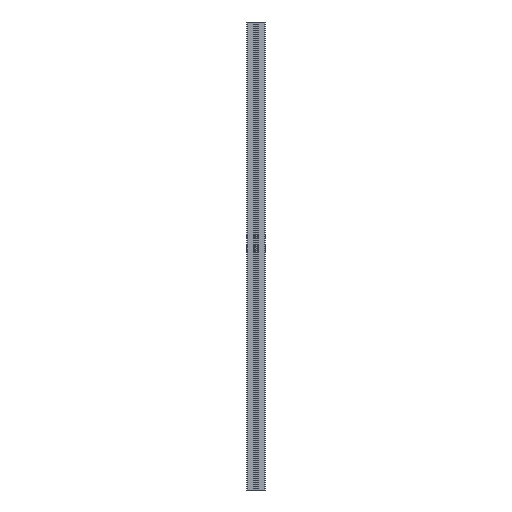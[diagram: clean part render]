
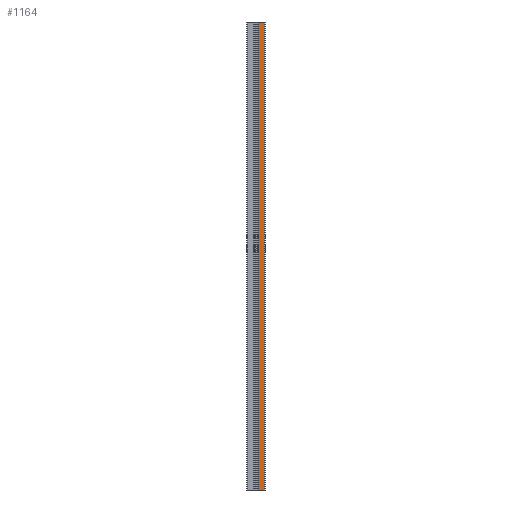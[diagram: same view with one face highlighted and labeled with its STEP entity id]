
A CAD part, front view. The second image highlights one B-rep face of the part: STEP entity #1164.
In plain terms, the highlighted planar face has unit normal (0, -1, 0).
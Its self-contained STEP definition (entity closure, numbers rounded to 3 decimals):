
#62 = FACE_OUTER_BOUND ( 'NONE', #4392, .T. ) ;
#82 = DIRECTION ( 'NONE',  ( 1., 0., 0. ) ) ;
#364 = ORIENTED_EDGE ( 'NONE', *, *, #2576, .T. ) ;
#775 = CARTESIAN_POINT ( 'NONE',  ( 18., -20., 1000. ) ) ;
#895 = CARTESIAN_POINT ( 'NONE',  ( 18., -20., 1000. ) ) ;
#941 = CARTESIAN_POINT ( 'NONE',  ( 18., -20., 1000. ) ) ;
#982 = VECTOR ( 'NONE', #4294, 1000. ) ;
#1144 = VECTOR ( 'NONE', #1611, 1000. ) ;
#1164 = ADVANCED_FACE ( 'NONE', ( #62 ), #3503, .F. ) ;
#1281 = VECTOR ( 'NONE', #3673, 1000. ) ;
#1415 = CARTESIAN_POINT ( 'NONE',  ( 4.7, -20., 0. ) ) ;
#1565 = DIRECTION ( 'NONE',  ( 0., 0., 1. ) ) ;
#1611 = DIRECTION ( 'NONE',  ( 1., 0., 0. ) ) ;
#1624 = CARTESIAN_POINT ( 'NONE',  ( 18., -20., 1000. ) ) ;
#1859 = AXIS2_PLACEMENT_3D ( 'NONE', #775, #3875, #1565 ) ;
#1980 = CARTESIAN_POINT ( 'NONE',  ( 4.7, -20., 1000. ) ) ;
#1981 = VERTEX_POINT ( 'NONE', #2173 ) ;
#1987 = VECTOR ( 'NONE', #82, 1000. ) ;
#2006 = LINE ( 'NONE', #1980, #982 ) ;
#2168 = ORIENTED_EDGE ( 'NONE', *, *, #4668, .F. ) ;
#2173 = CARTESIAN_POINT ( 'NONE',  ( 18., -20., 0. ) ) ;
#2576 = EDGE_CURVE ( 'NONE', #4662, #3915, #2006, .T. ) ;
#2732 = EDGE_CURVE ( 'NONE', #3915, #1981, #4369, .T. ) ;
#3029 = ORIENTED_EDGE ( 'NONE', *, *, #3346, .F. ) ;
#3346 = EDGE_CURVE ( 'NONE', #4340, #1981, #3365, .T. ) ;
#3365 = LINE ( 'NONE', #941, #1281 ) ;
#3503 = PLANE ( 'NONE',  #1859 ) ;
#3673 = DIRECTION ( 'NONE',  ( 0., 0., -1. ) ) ;
#3875 = DIRECTION ( 'NONE',  ( 0., 1., 0. ) ) ;
#3915 = VERTEX_POINT ( 'NONE', #1415 ) ;
#4294 = DIRECTION ( 'NONE',  ( 0., 0., -1. ) ) ;
#4330 = CARTESIAN_POINT ( 'NONE',  ( 4.7, -20., 1000. ) ) ;
#4340 = VERTEX_POINT ( 'NONE', #895 ) ;
#4344 = ORIENTED_EDGE ( 'NONE', *, *, #2732, .T. ) ;
#4369 = LINE ( 'NONE', #4410, #1144 ) ;
#4392 = EDGE_LOOP ( 'NONE', ( #4344, #3029, #2168, #364 ) ) ;
#4410 = CARTESIAN_POINT ( 'NONE',  ( 18., -20., 0. ) ) ;
#4662 = VERTEX_POINT ( 'NONE', #4330 ) ;
#4668 = EDGE_CURVE ( 'NONE', #4662, #4340, #4829, .T. ) ;
#4829 = LINE ( 'NONE', #1624, #1987 ) ;
